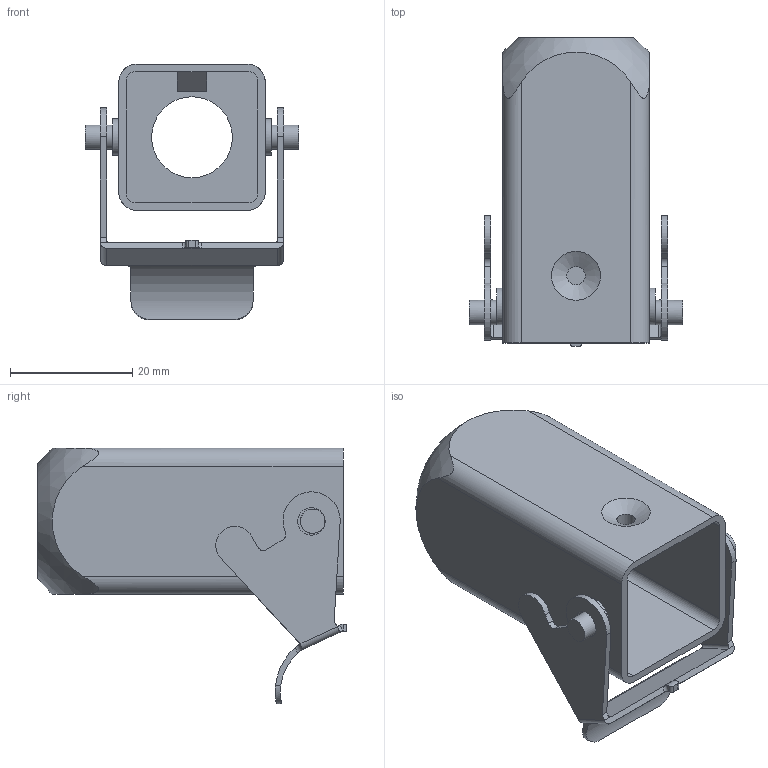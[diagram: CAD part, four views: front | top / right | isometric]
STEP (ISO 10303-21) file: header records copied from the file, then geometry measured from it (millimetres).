
FILE_DESCRIPTION (( 'STEP AP214' ), '1' );
FILE_NAME ('ZP-MC03A-2-SCP11P.STEP', '2012-05-21T20:25:19', ( '.adc' ), ( '' ), 'SwSTEP 2.0', 'SolidWorks 2011', '' );
FILE_SCHEMA (( 'AUTOMOTIVE_DESIGN' ));
Length unit declared in the file: millimetre
Products named in the file (1): ZP-MC03A-2-SCP11P
Bounding box: 35 x 50.54 x 41.96 mm (x, y, z)
Volume: 9129.9 mm3; surface area: 11485.5 mm2
Topology: 2 solids, 2 shells, 97 faces, 253 edges, 160 vertices
Faces by surface type: plane 46, cylinder 45, bspline 4, sphere 1, cone 1
Full cylindrical faces by diameter (mm): 3 x1, 4 x2, 4.5 x2, 6 x2, 13.25 x1, 17 x1
Entity records: 4054 total; most frequent: CARTESIAN_POINT 790, ORIENTED_EDGE 464, DIRECTION 458, EDGE_CURVE 232, AXIS2_PLACEMENT_3D 166, VERTEX_POINT 154, LINE 126, VECTOR 126
